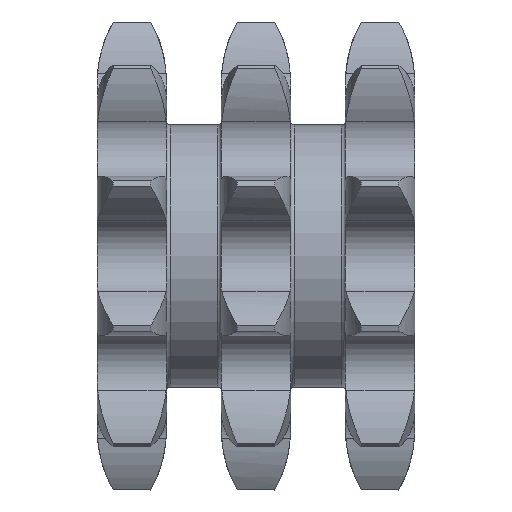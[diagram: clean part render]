
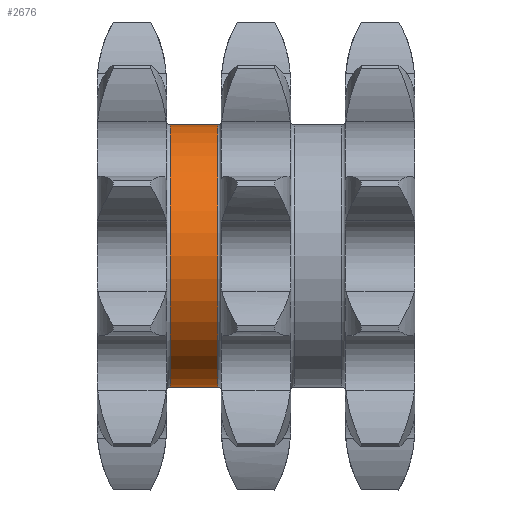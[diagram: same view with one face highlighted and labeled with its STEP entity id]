
A CAD part, front view. The second image highlights one B-rep face of the part: STEP entity #2676.
In plain terms, the highlighted cylindrical face has radius 20.547 mm (diameter 41.095 mm), a partial arc.
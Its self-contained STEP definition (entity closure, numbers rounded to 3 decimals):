
#395 = CARTESIAN_POINT ( 'NONE',  ( 11.462, 0., -20.547 ) ) ;
#442 = DIRECTION ( 'NONE',  ( -1., 0., 0. ) ) ;
#742 = VERTEX_POINT ( 'NONE', #4490 ) ;
#1010 = CARTESIAN_POINT ( 'NONE',  ( 0., 0., 20.547 ) ) ;
#1347 = DIRECTION ( 'NONE',  ( -1., 0., 0. ) ) ;
#1390 = EDGE_LOOP ( 'NONE', ( #3160, #8402, #2979, #8988 ) ) ;
#1878 = AXIS2_PLACEMENT_3D ( 'NONE', #6757, #2561, #7462 ) ;
#1916 = VERTEX_POINT ( 'NONE', #3585 ) ;
#1954 = CYLINDRICAL_SURFACE ( 'NONE', #8487, 20.547 ) ;
#2173 = FACE_OUTER_BOUND ( 'NONE', #1390, .T. ) ;
#2502 = CARTESIAN_POINT ( 'NONE',  ( 0., 0., -20.547 ) ) ;
#2540 = VECTOR ( 'NONE', #442, 1000. ) ;
#2561 = DIRECTION ( 'NONE',  ( -1., 0., 0. ) ) ;
#2676 = ADVANCED_FACE ( 'NONE', ( #2173 ), #1954, .T. ) ;
#2853 = VECTOR ( 'NONE', #3786, 1000. ) ;
#2979 = ORIENTED_EDGE ( 'NONE', *, *, #7873, .T. ) ;
#3087 = LINE ( 'NONE', #1010, #2853 ) ;
#3160 = ORIENTED_EDGE ( 'NONE', *, *, #3246, .F. ) ;
#3246 = EDGE_CURVE ( 'NONE', #742, #6296, #6271, .T. ) ;
#3469 = CARTESIAN_POINT ( 'NONE',  ( 0., 0., 0. ) ) ;
#3585 = CARTESIAN_POINT ( 'NONE',  ( 11.462, 0., 20.547 ) ) ;
#3786 = DIRECTION ( 'NONE',  ( -1., 0., 0. ) ) ;
#4490 = CARTESIAN_POINT ( 'NONE',  ( 18.86, 0., -20.547 ) ) ;
#5206 = AXIS2_PLACEMENT_3D ( 'NONE', #5506, #1347, #6213 ) ;
#5343 = VERTEX_POINT ( 'NONE', #5781 ) ;
#5376 = CIRCLE ( 'NONE', #5206, 20.547 ) ;
#5452 = DIRECTION ( 'NONE',  ( 0., 0., 1. ) ) ;
#5506 = CARTESIAN_POINT ( 'NONE',  ( 18.86, 0., 0. ) ) ;
#5714 = DIRECTION ( 'NONE',  ( -1., 0., 0. ) ) ;
#5781 = CARTESIAN_POINT ( 'NONE',  ( 18.86, 0., 20.547 ) ) ;
#6131 = CIRCLE ( 'NONE', #1878, 20.547 ) ;
#6213 = DIRECTION ( 'NONE',  ( 0., 0., 1. ) ) ;
#6271 = LINE ( 'NONE', #2502, #2540 ) ;
#6296 = VERTEX_POINT ( 'NONE', #395 ) ;
#6455 = EDGE_CURVE ( 'NONE', #742, #5343, #5376, .T. ) ;
#6757 = CARTESIAN_POINT ( 'NONE',  ( 11.462, 0., 0. ) ) ;
#7415 = EDGE_CURVE ( 'NONE', #6296, #1916, #6131, .T. ) ;
#7462 = DIRECTION ( 'NONE',  ( 0., 0., 1. ) ) ;
#7873 = EDGE_CURVE ( 'NONE', #5343, #1916, #3087, .T. ) ;
#8402 = ORIENTED_EDGE ( 'NONE', *, *, #6455, .T. ) ;
#8487 = AXIS2_PLACEMENT_3D ( 'NONE', #3469, #5714, #5452 ) ;
#8988 = ORIENTED_EDGE ( 'NONE', *, *, #7415, .F. ) ;
